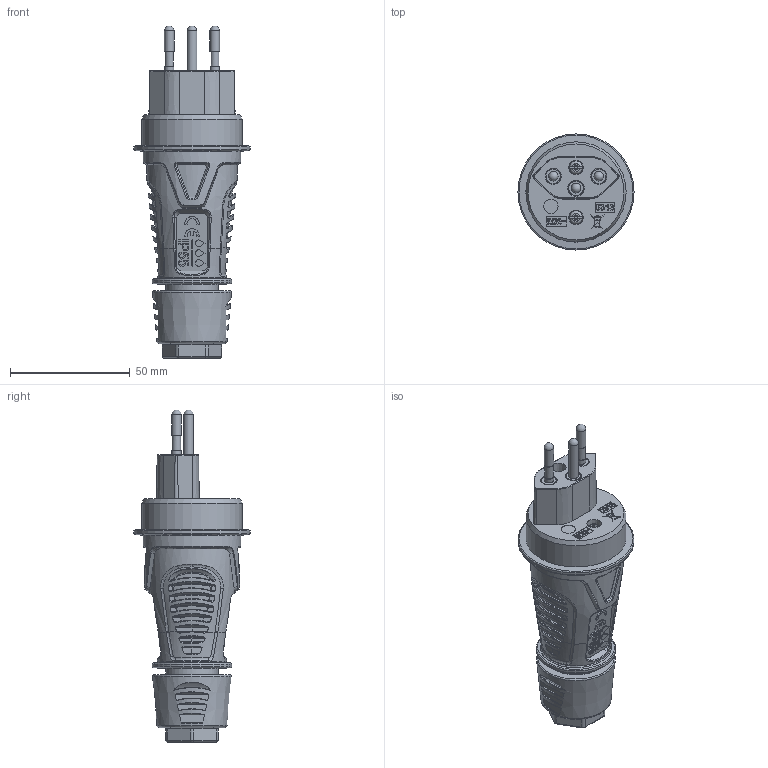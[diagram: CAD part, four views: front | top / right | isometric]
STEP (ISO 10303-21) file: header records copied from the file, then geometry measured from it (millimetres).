
FILE_DESCRIPTION (( 'STEP AP203' ), '1' );
FILE_NAME ('0313-ss.STEP', '2023-04-17T08:59:16', ( '' ), ( '' ), 'SwSTEP 2.0', 'SolidWorks 2022', '' );
FILE_SCHEMA (( 'CONFIG_CONTROL_DESIGN' ));
Length unit declared in the file: millimetre
Products named in the file (1): 0313-ss
Bounding box: 48.4 x 48.4 x 138.49 mm (x, y, z)
Volume: 103779.5 mm3; surface area: 22779.8 mm2
Topology: 4 solids, 11 shells, 1186 faces, 2879 edges, 1797 vertices
Faces by surface type: bspline 490, plane 430, cylinder 145, torus 70, cone 48, sphere 3
Full cylindrical faces by diameter (mm): 0.25 x1, 0.5 x1, 3.5 x2, 3.9 x2, 4 x3, 5.5 x2, 6 x4, 7.5 x1, 9.5 x2, 14 x2, 14.8 x1, 16.5 x1, 17 x1, 17.5 x1, 21.8 x1, 25.3 x1, 33 x1, 41.8 x1, 48.4 x1
Entity records: 65043 total; most frequent: CARTESIAN_POINT 41914, ORIENTED_EDGE 5506, DIRECTION 3409, EDGE_CURVE 2753, VERTEX_POINT 1748, EDGE_LOOP 1349, FACE_OUTER_BOUND 1231, AXIS2_PLACEMENT_3D 1205
